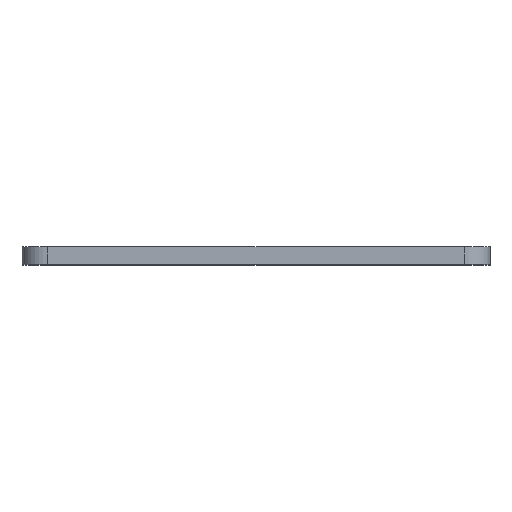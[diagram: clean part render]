
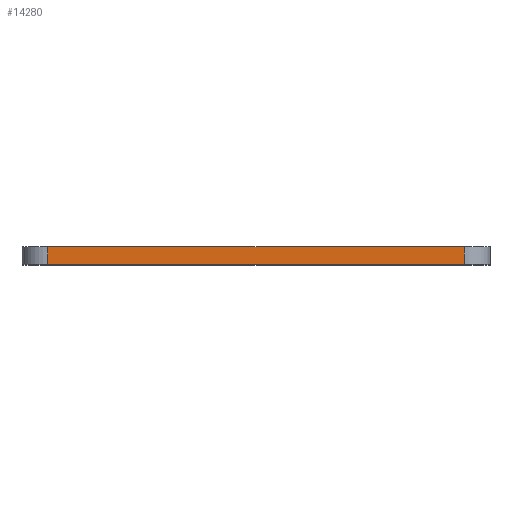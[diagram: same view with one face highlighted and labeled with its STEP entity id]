
A CAD part, top view. The second image highlights one B-rep face of the part: STEP entity #14280.
In plain terms, the highlighted planar face has unit normal (0, 0, 1).
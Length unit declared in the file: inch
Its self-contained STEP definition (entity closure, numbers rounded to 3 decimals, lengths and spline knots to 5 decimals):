
#270 = LINE ( 'NONE', #5135, #9727 ) ;
#927 = CARTESIAN_POINT ( 'NONE',  ( -0.75625, 0.0625, 1. ) ) ;
#1007 = DIRECTION ( 'NONE',  ( 0., 0., -1. ) ) ;
#1125 = EDGE_CURVE ( 'NONE', #13562, #11837, #15108, .T. ) ;
#2159 = DIRECTION ( 'NONE',  ( 0., -1., 0. ) ) ;
#2195 = CARTESIAN_POINT ( 'NONE',  ( -0.85, 0.0625, 1. ) ) ;
#2241 = CARTESIAN_POINT ( 'NONE',  ( -0.85, 0., 1. ) ) ;
#3180 = LINE ( 'NONE', #2241, #12657 ) ;
#3659 = VECTOR ( 'NONE', #2159, 39.37008 ) ;
#4867 = ORIENTED_EDGE ( 'NONE', *, *, #14799, .T. ) ;
#5135 = CARTESIAN_POINT ( 'NONE',  ( -0.85, 0.0625, 1. ) ) ;
#5331 = VERTEX_POINT ( 'NONE', #9907 ) ;
#5402 = EDGE_CURVE ( 'NONE', #5331, #11837, #270, .T. ) ;
#5534 = CARTESIAN_POINT ( 'NONE',  ( 0.75625, 0.0625, 1. ) ) ;
#5706 = FACE_OUTER_BOUND ( 'NONE', #9524, .T. ) ;
#5983 = DIRECTION ( 'NONE',  ( 1., 0., 0. ) ) ;
#6377 = DIRECTION ( 'NONE',  ( 1., 0., 0. ) ) ;
#7670 = CARTESIAN_POINT ( 'NONE',  ( -0.75625, 0., 1. ) ) ;
#9524 = EDGE_LOOP ( 'NONE', ( #12066, #12949, #4867, #15449 ) ) ;
#9641 = DIRECTION ( 'NONE',  ( -1., 0., 0. ) ) ;
#9727 = VECTOR ( 'NONE', #6377, 39.37008 ) ;
#9770 = AXIS2_PLACEMENT_3D ( 'NONE', #2195, #1007, #9641 ) ;
#9790 = EDGE_CURVE ( 'NONE', #5331, #13554, #13513, .T. ) ;
#9907 = CARTESIAN_POINT ( 'NONE',  ( -0.75625, 0.0625, 1. ) ) ;
#10067 = DIRECTION ( 'NONE',  ( 0., 1., 0. ) ) ;
#11366 = CARTESIAN_POINT ( 'NONE',  ( 0.75625, 0., 1. ) ) ;
#11802 = VECTOR ( 'NONE', #10067, 39.37008 ) ;
#11837 = VERTEX_POINT ( 'NONE', #5534 ) ;
#12066 = ORIENTED_EDGE ( 'NONE', *, *, #5402, .F. ) ;
#12657 = VECTOR ( 'NONE', #5983, 39.37008 ) ;
#12949 = ORIENTED_EDGE ( 'NONE', *, *, #9790, .T. ) ;
#13513 = LINE ( 'NONE', #927, #3659 ) ;
#13554 = VERTEX_POINT ( 'NONE', #7670 ) ;
#13562 = VERTEX_POINT ( 'NONE', #11366 ) ;
#14280 = ADVANCED_FACE ( 'NONE', ( #5706 ), #15791, .F. ) ;
#14799 = EDGE_CURVE ( 'NONE', #13554, #13562, #3180, .T. ) ;
#15012 = CARTESIAN_POINT ( 'NONE',  ( 0.75625, 0.0625, 1. ) ) ;
#15108 = LINE ( 'NONE', #15012, #11802 ) ;
#15449 = ORIENTED_EDGE ( 'NONE', *, *, #1125, .T. ) ;
#15791 = PLANE ( 'NONE',  #9770 ) ;
